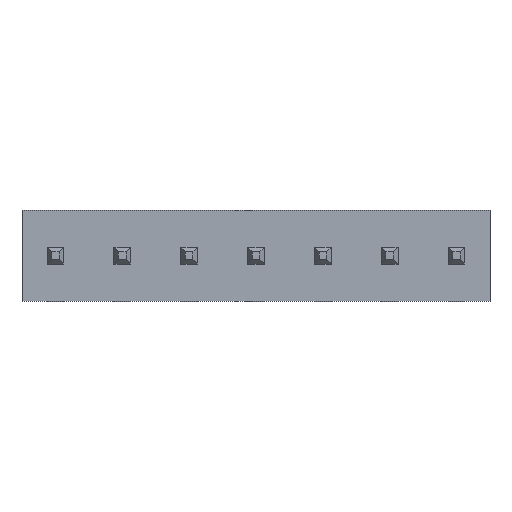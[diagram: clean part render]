
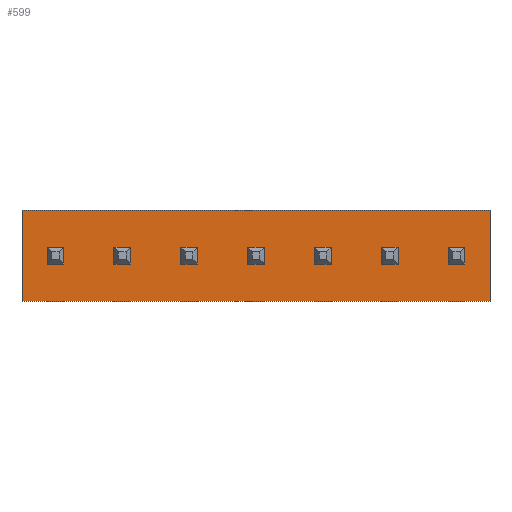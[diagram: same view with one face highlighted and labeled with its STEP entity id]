
A CAD part, top view. The second image highlights one B-rep face of the part: STEP entity #599.
In plain terms, the highlighted planar face has unit normal (0, 0, 1).
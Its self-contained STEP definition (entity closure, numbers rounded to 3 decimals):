
#2=DIRECTION('',(1.,0.,0.));
#3=VECTOR('',#2,0.64);
#4=CARTESIAN_POINT('',(17.46,0.32,0.));
#5=LINE('',#4,#3);
#6=DIRECTION('',(0.,1.,0.));
#7=VECTOR('',#6,0.64);
#8=CARTESIAN_POINT('',(17.46,-0.32,0.));
#9=LINE('',#8,#7);
#10=DIRECTION('',(-1.,0.,0.));
#11=VECTOR('',#10,0.64);
#12=CARTESIAN_POINT('',(18.1,-0.32,0.));
#13=LINE('',#12,#11);
#14=DIRECTION('',(0.,-1.,0.));
#15=VECTOR('',#14,0.64);
#16=CARTESIAN_POINT('',(18.1,0.32,0.));
#17=LINE('',#16,#15);
#18=DIRECTION('',(1.,0.,0.));
#19=VECTOR('',#18,0.64);
#20=CARTESIAN_POINT('',(14.92,0.32,0.));
#21=LINE('',#20,#19);
#22=DIRECTION('',(0.,1.,0.));
#23=VECTOR('',#22,0.64);
#24=CARTESIAN_POINT('',(14.92,-0.32,0.));
#25=LINE('',#24,#23);
#26=DIRECTION('',(-1.,0.,0.));
#27=VECTOR('',#26,0.64);
#28=CARTESIAN_POINT('',(15.56,-0.32,0.));
#29=LINE('',#28,#27);
#30=DIRECTION('',(0.,-1.,0.));
#31=VECTOR('',#30,0.64);
#32=CARTESIAN_POINT('',(15.56,0.32,0.));
#33=LINE('',#32,#31);
#34=DIRECTION('',(1.,0.,0.));
#35=VECTOR('',#34,0.64);
#36=CARTESIAN_POINT('',(12.38,0.32,0.));
#37=LINE('',#36,#35);
#38=DIRECTION('',(0.,1.,0.));
#39=VECTOR('',#38,0.64);
#40=CARTESIAN_POINT('',(12.38,-0.32,0.));
#41=LINE('',#40,#39);
#42=DIRECTION('',(-1.,0.,0.));
#43=VECTOR('',#42,0.64);
#44=CARTESIAN_POINT('',(13.02,-0.32,0.));
#45=LINE('',#44,#43);
#46=DIRECTION('',(0.,-1.,0.));
#47=VECTOR('',#46,0.64);
#48=CARTESIAN_POINT('',(13.02,0.32,0.));
#49=LINE('',#48,#47);
#50=DIRECTION('',(1.,0.,0.));
#51=VECTOR('',#50,0.64);
#52=CARTESIAN_POINT('',(9.84,0.32,0.));
#53=LINE('',#52,#51);
#54=DIRECTION('',(0.,1.,0.));
#55=VECTOR('',#54,0.64);
#56=CARTESIAN_POINT('',(9.84,-0.32,0.));
#57=LINE('',#56,#55);
#58=DIRECTION('',(-1.,0.,0.));
#59=VECTOR('',#58,0.64);
#60=CARTESIAN_POINT('',(10.48,-0.32,0.));
#61=LINE('',#60,#59);
#62=DIRECTION('',(0.,-1.,0.));
#63=VECTOR('',#62,0.64);
#64=CARTESIAN_POINT('',(10.48,0.32,0.));
#65=LINE('',#64,#63);
#66=DIRECTION('',(1.,0.,0.));
#67=VECTOR('',#66,0.64);
#68=CARTESIAN_POINT('',(7.3,0.32,0.));
#69=LINE('',#68,#67);
#70=DIRECTION('',(0.,1.,0.));
#71=VECTOR('',#70,0.64);
#72=CARTESIAN_POINT('',(7.3,-0.32,0.));
#73=LINE('',#72,#71);
#74=DIRECTION('',(-1.,0.,0.));
#75=VECTOR('',#74,0.64);
#76=CARTESIAN_POINT('',(7.94,-0.32,0.));
#77=LINE('',#76,#75);
#78=DIRECTION('',(0.,-1.,0.));
#79=VECTOR('',#78,0.64);
#80=CARTESIAN_POINT('',(7.94,0.32,0.));
#81=LINE('',#80,#79);
#82=DIRECTION('',(1.,0.,0.));
#83=VECTOR('',#82,0.64);
#84=CARTESIAN_POINT('',(4.76,0.32,0.));
#85=LINE('',#84,#83);
#86=DIRECTION('',(0.,1.,0.));
#87=VECTOR('',#86,0.64);
#88=CARTESIAN_POINT('',(4.76,-0.32,0.));
#89=LINE('',#88,#87);
#90=DIRECTION('',(-1.,0.,0.));
#91=VECTOR('',#90,0.64);
#92=CARTESIAN_POINT('',(5.4,-0.32,0.));
#93=LINE('',#92,#91);
#94=DIRECTION('',(0.,-1.,0.));
#95=VECTOR('',#94,0.64);
#96=CARTESIAN_POINT('',(5.4,0.32,0.));
#97=LINE('',#96,#95);
#98=DIRECTION('',(-1.,0.,0.));
#99=VECTOR('',#98,0.64);
#100=CARTESIAN_POINT('',(2.86,0.32,0.));
#101=LINE('',#100,#99);
#102=DIRECTION('',(0.,-1.,0.));
#103=VECTOR('',#102,0.64);
#104=CARTESIAN_POINT('',(2.22,0.32,0.));
#105=LINE('',#104,#103);
#106=DIRECTION('',(1.,0.,0.));
#107=VECTOR('',#106,0.64);
#108=CARTESIAN_POINT('',(2.22,-0.32,0.));
#109=LINE('',#108,#107);
#110=DIRECTION('',(0.,1.,0.));
#111=VECTOR('',#110,0.64);
#112=CARTESIAN_POINT('',(2.86,-0.32,0.));
#113=LINE('',#112,#111);
#114=DIRECTION('',(0.,1.,0.));
#115=VECTOR('',#114,3.46);
#116=CARTESIAN_POINT('',(19.05,-1.73,0.));
#117=LINE('',#116,#115);
#118=DIRECTION('',(0.,1.,0.));
#119=VECTOR('',#118,3.46);
#120=CARTESIAN_POINT('',(1.27,-1.73,0.));
#121=LINE('',#120,#119);
#354=DIRECTION('',(1.,0.,0.));
#355=VECTOR('',#354,17.78);
#356=CARTESIAN_POINT('',(1.27,-1.73,0.));
#357=LINE('',#356,#355);
#378=DIRECTION('',(-1.,0.,0.));
#379=VECTOR('',#378,17.78);
#380=CARTESIAN_POINT('',(19.05,1.73,0.));
#381=LINE('',#380,#379);
#386=CARTESIAN_POINT('',(1.27,-1.73,0.));
#387=CARTESIAN_POINT('',(1.27,1.73,0.));
#388=VERTEX_POINT('',#386);
#389=VERTEX_POINT('',#387);
#390=CARTESIAN_POINT('',(2.86,0.32,0.));
#391=CARTESIAN_POINT('',(2.22,0.32,0.));
#392=VERTEX_POINT('',#390);
#393=VERTEX_POINT('',#391);
#394=CARTESIAN_POINT('',(2.86,-0.32,0.));
#395=VERTEX_POINT('',#394);
#396=CARTESIAN_POINT('',(2.22,-0.32,0.));
#397=VERTEX_POINT('',#396);
#410=CARTESIAN_POINT('',(4.76,0.32,0.));
#411=CARTESIAN_POINT('',(5.4,0.32,0.));
#412=VERTEX_POINT('',#410);
#413=VERTEX_POINT('',#411);
#414=CARTESIAN_POINT('',(5.4,-0.32,0.));
#415=VERTEX_POINT('',#414);
#416=CARTESIAN_POINT('',(4.76,-0.32,0.));
#417=VERTEX_POINT('',#416);
#426=CARTESIAN_POINT('',(7.3,0.32,0.));
#427=CARTESIAN_POINT('',(7.94,0.32,0.));
#428=VERTEX_POINT('',#426);
#429=VERTEX_POINT('',#427);
#430=CARTESIAN_POINT('',(7.94,-0.32,0.));
#431=VERTEX_POINT('',#430);
#432=CARTESIAN_POINT('',(7.3,-0.32,0.));
#433=VERTEX_POINT('',#432);
#442=CARTESIAN_POINT('',(9.84,0.32,0.));
#443=CARTESIAN_POINT('',(10.48,0.32,0.));
#444=VERTEX_POINT('',#442);
#445=VERTEX_POINT('',#443);
#446=CARTESIAN_POINT('',(10.48,-0.32,0.));
#447=VERTEX_POINT('',#446);
#448=CARTESIAN_POINT('',(9.84,-0.32,0.));
#449=VERTEX_POINT('',#448);
#458=CARTESIAN_POINT('',(12.38,0.32,0.));
#459=CARTESIAN_POINT('',(13.02,0.32,0.));
#460=VERTEX_POINT('',#458);
#461=VERTEX_POINT('',#459);
#462=CARTESIAN_POINT('',(13.02,-0.32,0.));
#463=VERTEX_POINT('',#462);
#464=CARTESIAN_POINT('',(12.38,-0.32,0.));
#465=VERTEX_POINT('',#464);
#474=CARTESIAN_POINT('',(14.92,0.32,0.));
#475=CARTESIAN_POINT('',(15.56,0.32,0.));
#476=VERTEX_POINT('',#474);
#477=VERTEX_POINT('',#475);
#478=CARTESIAN_POINT('',(15.56,-0.32,0.));
#479=VERTEX_POINT('',#478);
#480=CARTESIAN_POINT('',(14.92,-0.32,0.));
#481=VERTEX_POINT('',#480);
#490=CARTESIAN_POINT('',(19.05,-1.73,0.));
#491=CARTESIAN_POINT('',(19.05,1.73,0.));
#492=VERTEX_POINT('',#490);
#493=VERTEX_POINT('',#491);
#494=CARTESIAN_POINT('',(17.46,0.32,0.));
#495=CARTESIAN_POINT('',(18.1,0.32,0.));
#496=VERTEX_POINT('',#494);
#497=VERTEX_POINT('',#495);
#498=CARTESIAN_POINT('',(18.1,-0.32,0.));
#499=VERTEX_POINT('',#498);
#500=CARTESIAN_POINT('',(17.46,-0.32,0.));
#501=VERTEX_POINT('',#500);
#514=CARTESIAN_POINT('',(0.,0.,0.));
#515=DIRECTION('',(0.,0.,1.));
#516=DIRECTION('',(1.,0.,0.));
#517=AXIS2_PLACEMENT_3D('',#514,#515,#516);
#518=PLANE('',#517);
#520=ORIENTED_EDGE('',*,*,#519,.F.);
#522=ORIENTED_EDGE('',*,*,#521,.F.);
#524=ORIENTED_EDGE('',*,*,#523,.F.);
#526=ORIENTED_EDGE('',*,*,#525,.T.);
#527=EDGE_LOOP('',(#520,#522,#524,#526));
#528=FACE_OUTER_BOUND('',#527,.F.);
#530=ORIENTED_EDGE('',*,*,#529,.F.);
#532=ORIENTED_EDGE('',*,*,#531,.F.);
#534=ORIENTED_EDGE('',*,*,#533,.F.);
#536=ORIENTED_EDGE('',*,*,#535,.F.);
#537=EDGE_LOOP('',(#530,#532,#534,#536));
#538=FACE_BOUND('',#537,.F.);
#540=ORIENTED_EDGE('',*,*,#539,.F.);
#542=ORIENTED_EDGE('',*,*,#541,.F.);
#544=ORIENTED_EDGE('',*,*,#543,.F.);
#546=ORIENTED_EDGE('',*,*,#545,.F.);
#547=EDGE_LOOP('',(#540,#542,#544,#546));
#548=FACE_BOUND('',#547,.F.);
#550=ORIENTED_EDGE('',*,*,#549,.F.);
#552=ORIENTED_EDGE('',*,*,#551,.F.);
#554=ORIENTED_EDGE('',*,*,#553,.F.);
#556=ORIENTED_EDGE('',*,*,#555,.F.);
#557=EDGE_LOOP('',(#550,#552,#554,#556));
#558=FACE_BOUND('',#557,.F.);
#560=ORIENTED_EDGE('',*,*,#559,.F.);
#562=ORIENTED_EDGE('',*,*,#561,.F.);
#564=ORIENTED_EDGE('',*,*,#563,.F.);
#566=ORIENTED_EDGE('',*,*,#565,.F.);
#567=EDGE_LOOP('',(#560,#562,#564,#566));
#568=FACE_BOUND('',#567,.F.);
#570=ORIENTED_EDGE('',*,*,#569,.F.);
#572=ORIENTED_EDGE('',*,*,#571,.F.);
#574=ORIENTED_EDGE('',*,*,#573,.F.);
#576=ORIENTED_EDGE('',*,*,#575,.F.);
#577=EDGE_LOOP('',(#570,#572,#574,#576));
#578=FACE_BOUND('',#577,.F.);
#580=ORIENTED_EDGE('',*,*,#579,.F.);
#582=ORIENTED_EDGE('',*,*,#581,.F.);
#584=ORIENTED_EDGE('',*,*,#583,.F.);
#586=ORIENTED_EDGE('',*,*,#585,.F.);
#587=EDGE_LOOP('',(#580,#582,#584,#586));
#588=FACE_BOUND('',#587,.F.);
#590=ORIENTED_EDGE('',*,*,#589,.T.);
#592=ORIENTED_EDGE('',*,*,#591,.T.);
#594=ORIENTED_EDGE('',*,*,#593,.T.);
#596=ORIENTED_EDGE('',*,*,#595,.T.);
#597=EDGE_LOOP('',(#590,#592,#594,#596));
#598=FACE_BOUND('',#597,.F.);
#599=ADVANCED_FACE('',(#528,#538,#548,#558,#568,#578,#588,#598),#518,.T.);
#519=EDGE_CURVE('',#493,#389,#381,.T.);
#521=EDGE_CURVE('',#492,#493,#117,.T.);
#523=EDGE_CURVE('',#388,#492,#357,.T.);
#525=EDGE_CURVE('',#388,#389,#121,.T.);
#529=EDGE_CURVE('',#496,#497,#5,.T.);
#531=EDGE_CURVE('',#501,#496,#9,.T.);
#533=EDGE_CURVE('',#499,#501,#13,.T.);
#535=EDGE_CURVE('',#497,#499,#17,.T.);
#539=EDGE_CURVE('',#476,#477,#21,.T.);
#541=EDGE_CURVE('',#481,#476,#25,.T.);
#543=EDGE_CURVE('',#479,#481,#29,.T.);
#545=EDGE_CURVE('',#477,#479,#33,.T.);
#549=EDGE_CURVE('',#460,#461,#37,.T.);
#551=EDGE_CURVE('',#465,#460,#41,.T.);
#553=EDGE_CURVE('',#463,#465,#45,.T.);
#555=EDGE_CURVE('',#461,#463,#49,.T.);
#559=EDGE_CURVE('',#444,#445,#53,.T.);
#561=EDGE_CURVE('',#449,#444,#57,.T.);
#563=EDGE_CURVE('',#447,#449,#61,.T.);
#565=EDGE_CURVE('',#445,#447,#65,.T.);
#569=EDGE_CURVE('',#428,#429,#69,.T.);
#571=EDGE_CURVE('',#433,#428,#73,.T.);
#573=EDGE_CURVE('',#431,#433,#77,.T.);
#575=EDGE_CURVE('',#429,#431,#81,.T.);
#579=EDGE_CURVE('',#412,#413,#85,.T.);
#581=EDGE_CURVE('',#417,#412,#89,.T.);
#583=EDGE_CURVE('',#415,#417,#93,.T.);
#585=EDGE_CURVE('',#413,#415,#97,.T.);
#589=EDGE_CURVE('',#392,#393,#101,.T.);
#591=EDGE_CURVE('',#393,#397,#105,.T.);
#593=EDGE_CURVE('',#397,#395,#109,.T.);
#595=EDGE_CURVE('',#395,#392,#113,.T.);
